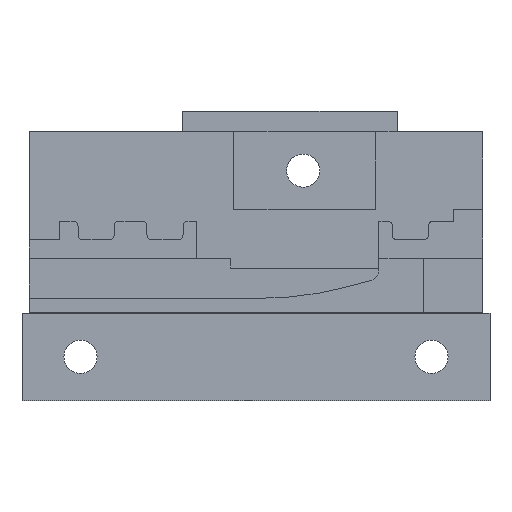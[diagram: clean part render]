
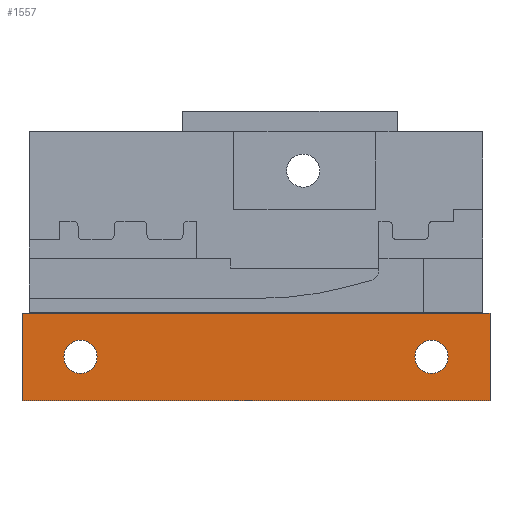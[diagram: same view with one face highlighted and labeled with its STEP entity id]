
A CAD part, top view. The second image highlights one B-rep face of the part: STEP entity #1557.
In plain terms, the highlighted planar face has unit normal (0, 0, 1).
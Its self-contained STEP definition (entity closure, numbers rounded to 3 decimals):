
#66=CIRCLE('',#1680,1.7);
#67=CIRCLE('',#1681,1.7);
#212=ORIENTED_EDGE('',*,*,#648,.F.);
#213=ORIENTED_EDGE('',*,*,#649,.F.);
#214=ORIENTED_EDGE('',*,*,#650,.F.);
#215=ORIENTED_EDGE('',*,*,#651,.F.);
#216=ORIENTED_EDGE('',*,*,#652,.F.);
#217=ORIENTED_EDGE('',*,*,#653,.F.);
#218=ORIENTED_EDGE('',*,*,#654,.F.);
#219=ORIENTED_EDGE('',*,*,#655,.F.);
#648=EDGE_CURVE('',#859,#859,#66,.T.);
#649=EDGE_CURVE('',#860,#860,#67,.T.);
#650=EDGE_CURVE('',#861,#862,#1000,.T.);
#651=EDGE_CURVE('',#794,#861,#1001,.T.);
#652=EDGE_CURVE('',#863,#794,#1002,.T.);
#653=EDGE_CURVE('',#864,#863,#1003,.T.);
#654=EDGE_CURVE('',#865,#864,#1004,.T.);
#655=EDGE_CURVE('',#862,#865,#1005,.T.);
#794=VERTEX_POINT('',#2274);
#859=VERTEX_POINT('',#2426);
#860=VERTEX_POINT('',#2428);
#861=VERTEX_POINT('',#2430);
#862=VERTEX_POINT('',#2431);
#863=VERTEX_POINT('',#2434);
#864=VERTEX_POINT('',#2436);
#865=VERTEX_POINT('',#2438);
#1000=LINE('',#2429,#1190);
#1001=LINE('',#2432,#1191);
#1002=LINE('',#2433,#1192);
#1003=LINE('',#2435,#1193);
#1004=LINE('',#2437,#1194);
#1005=LINE('',#2439,#1195);
#1190=VECTOR('',#1937,1000.);
#1191=VECTOR('',#1938,1000.);
#1192=VECTOR('',#1939,1000.);
#1193=VECTOR('',#1940,1000.);
#1194=VECTOR('',#1941,1000.);
#1195=VECTOR('',#1942,1000.);
#1302=EDGE_LOOP('',(#212));
#1303=EDGE_LOOP('',(#213));
#1304=EDGE_LOOP('',(#214,#215,#216,#217,#218,#219));
#1398=FACE_BOUND('',#1302,.T.);
#1399=FACE_BOUND('',#1303,.T.);
#1400=FACE_BOUND('',#1304,.T.);
#1494=PLANE('',#1679);
#1557=ADVANCED_FACE('',(#1398,#1399,#1400),#1494,.T.);
#1679=AXIS2_PLACEMENT_3D('',#2424,#1931,#1932);
#1680=AXIS2_PLACEMENT_3D('',#2425,#1933,#1934);
#1681=AXIS2_PLACEMENT_3D('',#2427,#1935,#1936);
#1931=DIRECTION('',(0.,0.,1.));
#1932=DIRECTION('',(1.,0.,0.));
#1933=DIRECTION('',(0.,0.,1.));
#1934=DIRECTION('',(1.,0.,0.));
#1935=DIRECTION('',(0.,0.,1.));
#1936=DIRECTION('',(1.,0.,0.));
#1937=DIRECTION('',(1.,0.,0.));
#1938=DIRECTION('',(1.,0.,0.));
#1939=DIRECTION('',(1.,0.,0.));
#1940=DIRECTION('',(0.,1.,0.));
#1941=DIRECTION('',(-1.,0.,0.));
#1942=DIRECTION('',(0.,-1.,0.));
#2274=CARTESIAN_POINT('',(-23.28,-14.6,0.));
#2424=CARTESIAN_POINT('',(0.,0.,0.));
#2425=CARTESIAN_POINT('',(18.,-19.1,0.));
#2426=CARTESIAN_POINT('',(19.7,-19.1,0.));
#2427=CARTESIAN_POINT('',(-18.,-19.1,0.));
#2428=CARTESIAN_POINT('',(-16.3,-19.1,0.));
#2429=CARTESIAN_POINT('',(23.28,-14.6,0.));
#2430=CARTESIAN_POINT('',(23.28,-14.6,0.));
#2431=CARTESIAN_POINT('',(24.,-14.6,0.));
#2432=CARTESIAN_POINT('',(-23.28,-14.6,0.));
#2433=CARTESIAN_POINT('',(-23.28,-14.6,0.));
#2434=CARTESIAN_POINT('',(-24.,-14.6,0.));
#2435=CARTESIAN_POINT('',(-24.,-19.6,0.));
#2436=CARTESIAN_POINT('',(-24.,-23.6,0.));
#2437=CARTESIAN_POINT('',(-24.,-23.6,0.));
#2438=CARTESIAN_POINT('',(24.,-23.6,0.));
#2439=CARTESIAN_POINT('',(24.,-14.6,0.));
